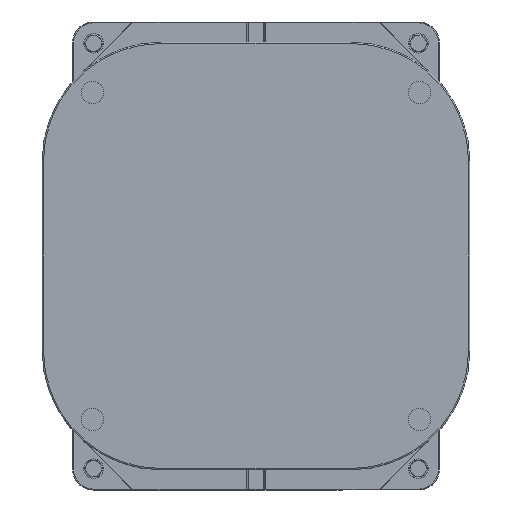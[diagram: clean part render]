
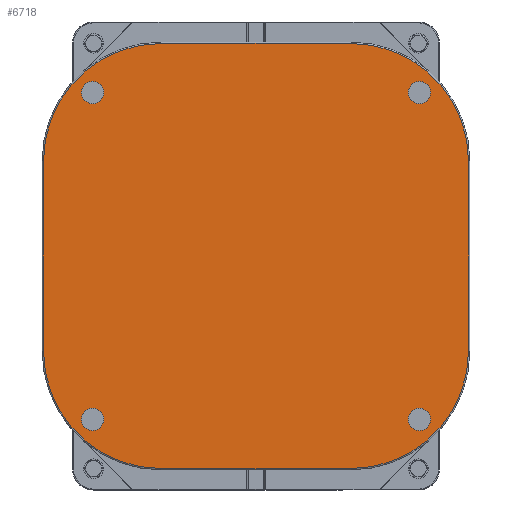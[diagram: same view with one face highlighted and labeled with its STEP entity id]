
A CAD part, front view. The second image highlights one B-rep face of the part: STEP entity #6718.
In plain terms, the highlighted planar face has unit normal (0, -1, 0).
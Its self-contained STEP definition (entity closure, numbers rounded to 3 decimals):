
#333=FACE_BOUND('',#1330,.T.);
#334=FACE_BOUND('',#1331,.T.);
#335=FACE_BOUND('',#1332,.T.);
#336=FACE_BOUND('',#1333,.T.);
#483=PLANE('',#7432);
#862=FACE_OUTER_BOUND('',#1329,.T.);
#1329=EDGE_LOOP('',(#5386,#5387,#5388,#5389,#5390,#5391,#5392,#5393));
#1330=EDGE_LOOP('',(#5394));
#1331=EDGE_LOOP('',(#5395));
#1332=EDGE_LOOP('',(#5396));
#1333=EDGE_LOOP('',(#5397));
#1780=LINE('',#11330,#2187);
#1781=LINE('',#11338,#2188);
#1782=LINE('',#11346,#2189);
#1783=LINE('',#11354,#2190);
#2187=VECTOR('',#8946,10.);
#2188=VECTOR('',#8957,10.);
#2189=VECTOR('',#8968,10.);
#2190=VECTOR('',#8979,10.);
#2400=CIRCLE('',#7129,25.);
#2402=CIRCLE('',#7133,25.);
#2404=CIRCLE('',#7137,25.);
#2406=CIRCLE('',#7141,25.);
#2518=CIRCLE('',#7383,262.);
#2521=CIRCLE('',#7388,262.);
#2524=CIRCLE('',#7393,262.);
#2526=CIRCLE('',#7397,262.);
#2798=VERTEX_POINT('',#10223);
#2800=VERTEX_POINT('',#10230);
#2802=VERTEX_POINT('',#10237);
#2804=VERTEX_POINT('',#10244);
#3028=VERTEX_POINT('',#11326);
#3029=VERTEX_POINT('',#11328);
#3030=VERTEX_POINT('',#11332);
#3031=VERTEX_POINT('',#11336);
#3032=VERTEX_POINT('',#11340);
#3033=VERTEX_POINT('',#11344);
#3034=VERTEX_POINT('',#11348);
#3035=VERTEX_POINT('',#11352);
#3440=EDGE_CURVE('',#2798,#2798,#2400,.T.);
#3443=EDGE_CURVE('',#2800,#2800,#2402,.T.);
#3446=EDGE_CURVE('',#2802,#2802,#2404,.T.);
#3449=EDGE_CURVE('',#2804,#2804,#2406,.T.);
#3802=EDGE_CURVE('',#3029,#3028,#1780,.T.);
#3804=EDGE_CURVE('',#3030,#3029,#2518,.T.);
#3806=EDGE_CURVE('',#3031,#3030,#1781,.T.);
#3808=EDGE_CURVE('',#3032,#3031,#2521,.T.);
#3810=EDGE_CURVE('',#3033,#3032,#1782,.T.);
#3812=EDGE_CURVE('',#3034,#3033,#2524,.T.);
#3814=EDGE_CURVE('',#3035,#3034,#1783,.T.);
#3815=EDGE_CURVE('',#3028,#3035,#2526,.T.);
#5386=ORIENTED_EDGE('',*,*,#3815,.F.);
#5387=ORIENTED_EDGE('',*,*,#3802,.F.);
#5388=ORIENTED_EDGE('',*,*,#3804,.F.);
#5389=ORIENTED_EDGE('',*,*,#3806,.F.);
#5390=ORIENTED_EDGE('',*,*,#3808,.F.);
#5391=ORIENTED_EDGE('',*,*,#3810,.F.);
#5392=ORIENTED_EDGE('',*,*,#3812,.F.);
#5393=ORIENTED_EDGE('',*,*,#3814,.F.);
#5394=ORIENTED_EDGE('',*,*,#3440,.T.);
#5395=ORIENTED_EDGE('',*,*,#3443,.T.);
#5396=ORIENTED_EDGE('',*,*,#3446,.T.);
#5397=ORIENTED_EDGE('',*,*,#3449,.T.);
#6718=ADVANCED_FACE('',(#862,#333,#334,#335,#336),#483,.T.);
#7129=AXIS2_PLACEMENT_3D('',#10224,#8238,#8239);
#7133=AXIS2_PLACEMENT_3D('',#10231,#8247,#8248);
#7137=AXIS2_PLACEMENT_3D('',#10238,#8256,#8257);
#7141=AXIS2_PLACEMENT_3D('',#10245,#8265,#8266);
#7383=AXIS2_PLACEMENT_3D('',#11334,#8951,#8952);
#7388=AXIS2_PLACEMENT_3D('',#11342,#8962,#8963);
#7393=AXIS2_PLACEMENT_3D('',#11350,#8973,#8974);
#7397=AXIS2_PLACEMENT_3D('',#11356,#8982,#8983);
#7432=AXIS2_PLACEMENT_3D('',#12085,#9056,#9057);
#8238=DIRECTION('center_axis',(0.,1.,0.));
#8239=DIRECTION('ref_axis',(-0.445,0.,0.896));
#8247=DIRECTION('center_axis',(0.,1.,0.));
#8248=DIRECTION('ref_axis',(-0.445,0.,0.896));
#8256=DIRECTION('center_axis',(0.,1.,0.));
#8257=DIRECTION('ref_axis',(-0.445,0.,0.896));
#8265=DIRECTION('center_axis',(0.,1.,0.));
#8266=DIRECTION('ref_axis',(-0.445,0.,0.896));
#8946=DIRECTION('',(0.,0.,1.));
#8951=DIRECTION('center_axis',(0.,1.,0.));
#8952=DIRECTION('ref_axis',(-0.707,0.,-0.707));
#8957=DIRECTION('',(-1.,0.,0.));
#8962=DIRECTION('center_axis',(0.,1.,0.));
#8963=DIRECTION('ref_axis',(0.707,0.,-0.707));
#8968=DIRECTION('',(0.,0.,-1.));
#8973=DIRECTION('center_axis',(0.,1.,0.));
#8974=DIRECTION('ref_axis',(0.707,0.,0.707));
#8979=DIRECTION('',(1.,0.,0.));
#8982=DIRECTION('center_axis',(0.,1.,0.));
#8983=DIRECTION('ref_axis',(-0.707,0.,0.707));
#9056=DIRECTION('center_axis',(0.,-1.,0.));
#9057=DIRECTION('ref_axis',(0.,0.,-1.));
#10223=CARTESIAN_POINT('',(-101.375,0.,820.112));
#10224=CARTESIAN_POINT('Origin',(-112.5,0.,842.5));
#10230=CARTESIAN_POINT('',(-101.375,0.,90.112));
#10231=CARTESIAN_POINT('Origin',(-112.5,0.,112.5));
#10237=CARTESIAN_POINT('',(-831.375,0.,820.112));
#10238=CARTESIAN_POINT('Origin',(-842.5,0.,842.5));
#10244=CARTESIAN_POINT('',(-831.375,0.,90.112));
#10245=CARTESIAN_POINT('Origin',(-842.5,0.,112.5));
#11326=CARTESIAN_POINT('',(-952.,0.,690.));
#11328=CARTESIAN_POINT('',(-952.,0.,265.));
#11330=CARTESIAN_POINT('',(-952.,0.,371.25));
#11332=CARTESIAN_POINT('',(-690.,0.,3.));
#11334=CARTESIAN_POINT('Origin',(-690.,0.,265.));
#11336=CARTESIAN_POINT('',(-265.,0.,3.));
#11338=CARTESIAN_POINT('',(-371.25,0.,3.));
#11340=CARTESIAN_POINT('',(-3.,0.,265.));
#11342=CARTESIAN_POINT('Origin',(-265.,0.,265.));
#11344=CARTESIAN_POINT('',(-3.,0.,690.));
#11346=CARTESIAN_POINT('',(-3.,0.,583.75));
#11348=CARTESIAN_POINT('',(-265.,0.,952.));
#11350=CARTESIAN_POINT('Origin',(-265.,0.,690.));
#11352=CARTESIAN_POINT('',(-690.,0.,952.));
#11354=CARTESIAN_POINT('',(-583.75,0.,952.));
#11356=CARTESIAN_POINT('Origin',(-690.,0.,690.));
#12085=CARTESIAN_POINT('Origin',(-477.5,0.,477.5));
